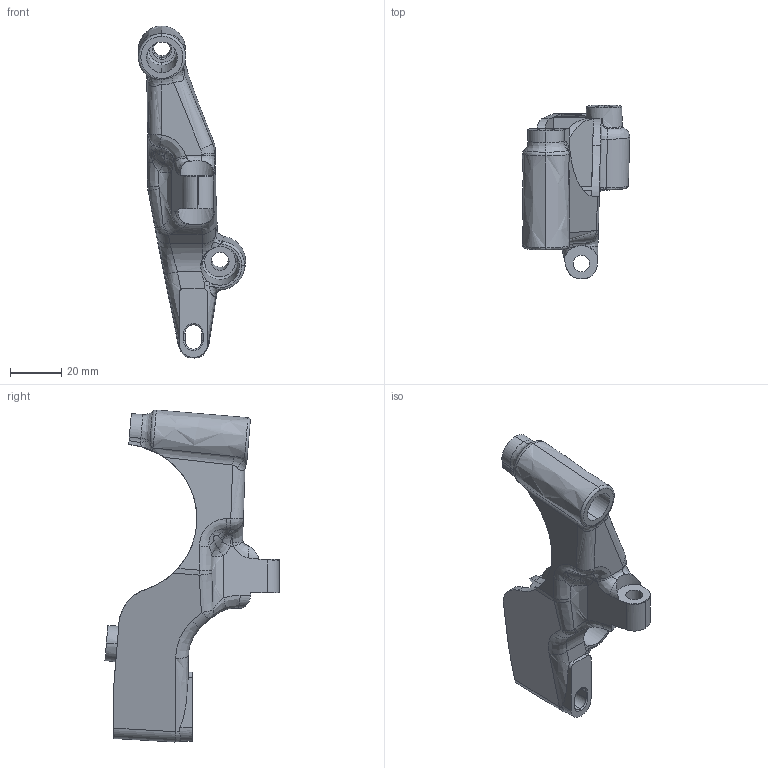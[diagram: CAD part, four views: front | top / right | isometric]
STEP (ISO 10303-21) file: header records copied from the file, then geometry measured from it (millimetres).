
FILE_DESCRIPTION(/* description */ (''),/* implementation_level */ '2;1');
FILE_NAME(/* name */ 'bracket',/* time_stamp */ '2001-11-16T17:06:16+01:00',/* author */ (''),/* organization */ (''),/* preprocessor_version */ 'ST-DEVELOPER v7',/* originating_system */ 'UNIGRAPHICS SOLUTIONS - UNIGRAPHICS 16.0',/* authorisation */ '');
FILE_SCHEMA (('AUTOMOTIVE_DESIGN_CC2 { 1 2 10303 214 -1 1 5 1 }'));
Length unit declared in the file: millimetre
Products named in the file (1): cz4c16E00002
Bounding box: 41.84 x 67.83 x 129.37 mm (x, y, z)
Volume: 42490 mm3; surface area: 26738.4 mm2
Topology: 1 solids, 1 shells, 300 faces, 794 edges, 493 vertices
Faces by surface type: bspline 233, plane 67
Entity records: 16727 total; most frequent: CARTESIAN_POINT 11055, ORIENTED_EDGE 1574, EDGE_CURVE 787, B_SPLINE_CURVE_WITH_KNOTS 546, VERTEX_POINT 493, DIRECTION 468, EDGE_LOOP 312, ADVANCED_FACE 300
